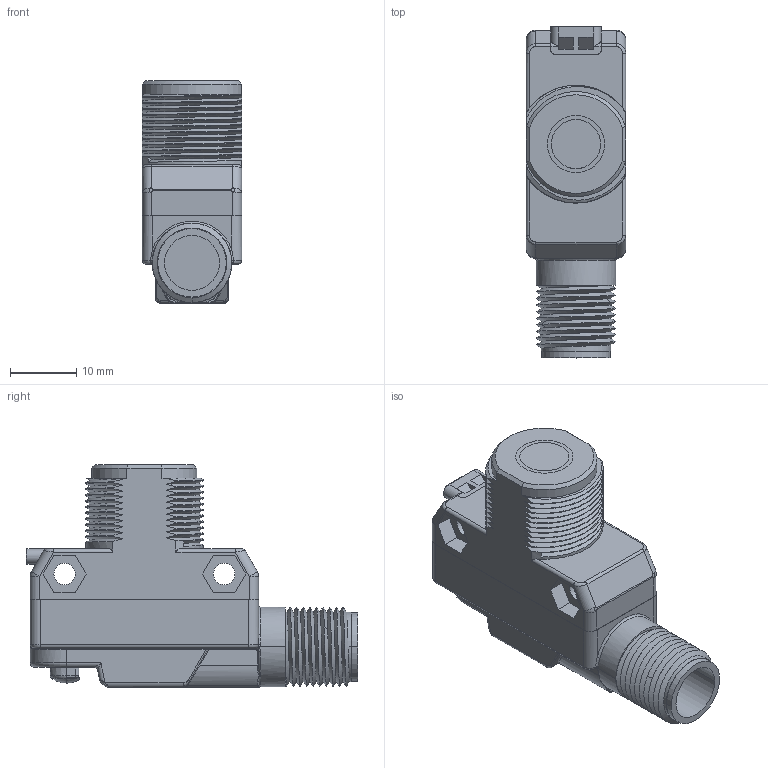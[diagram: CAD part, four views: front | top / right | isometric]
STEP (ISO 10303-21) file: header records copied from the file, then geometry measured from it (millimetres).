
FILE_DESCRIPTION((''),'2;1');
FILE_NAME('148174_ASM','2018-09-11T',('pdmadmin'),('BANNER ENGINEERING'),'CREO PARAMETRIC BY PTC INC, 2016260','CREO PARAMETRIC BY PTC INC, 2016260','');
FILE_SCHEMA(('CONFIG_CONTROL_DESIGN'));
Products named in the file (15): 117277_AF6; 114096_GENERIC; 117278_ASM; D00058; 118619_WEM_ASM; 111054_AF0; 123556_BUTTON; 123557_AF0_ASM; 08427_AF0; 129250_AF70; 129248_AF70; 129249_AF57; 124519_AF0_ASM; 67913_AF0_ASM; 148174_ASM
Assembly tree (14 placements, depth 4):
  148174_ASM
    118619_WEM_ASM
      117278_ASM
        117277_AF6
        114096_GENERIC
      D00058
    67913_AF0_ASM
      123557_AF0_ASM
        111054_AF0
        123556_BUTTON
      124519_AF0_ASM
        08427_AF0
        129250_AF70
        129248_AF70
        129249_AF57
Bounding box: 15 x 50.11 x 33.6 mm (x, y, z)
Volume: 7922 mm3; surface area: 11458.1 mm2
Topology: 9 solids, 10 shells, 1015 faces, 2508 edges, 1547 vertices
Faces by surface type: plane 390, cylinder 364, bspline 141, torus 74, cone 31, sphere 15
Entity records: 48583 total; most frequent: CARTESIAN_POINT 25000, ORIENTED_EDGE 5004, DIRECTION 4677, EDGE_CURVE 2505, AXIS2_PLACEMENT_3D 1695, VERTEX_POINT 1547, VECTOR 1287, LINE 1287
